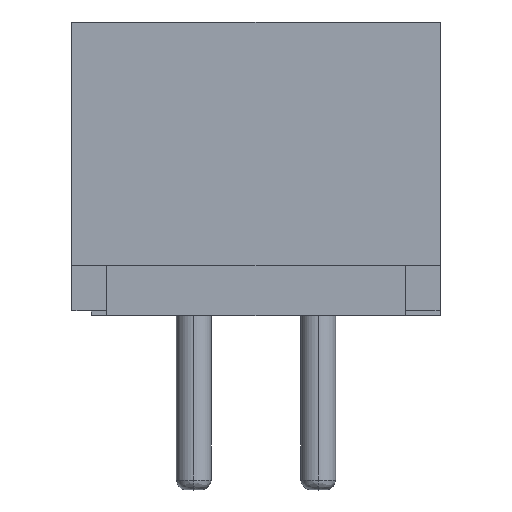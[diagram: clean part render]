
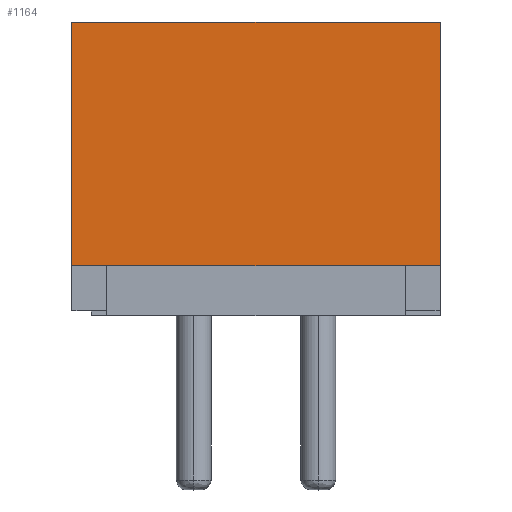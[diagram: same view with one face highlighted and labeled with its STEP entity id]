
A CAD part, top view. The second image highlights one B-rep face of the part: STEP entity #1164.
In plain terms, the highlighted planar face has unit normal (0, 0, 1).
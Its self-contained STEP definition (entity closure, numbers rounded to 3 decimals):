
#61=DIRECTION('',(0.,1.,0.));
#62=VECTOR('',#61,4.9);
#63=CARTESIAN_POINT('',(3.7,-1.95,2.47));
#64=LINE('',#63,#62);
#109=DIRECTION('',(1.,0.,0.));
#110=VECTOR('',#109,7.4);
#111=CARTESIAN_POINT('',(-3.7,2.95,2.47));
#112=LINE('',#111,#110);
#205=DIRECTION('',(0.,1.,0.));
#206=VECTOR('',#205,4.9);
#207=CARTESIAN_POINT('',(-3.7,-1.95,2.47));
#208=LINE('',#207,#206);
#213=DIRECTION('',(1.,0.,0.));
#214=VECTOR('',#213,7.4);
#215=CARTESIAN_POINT('',(-3.7,-1.95,2.47));
#216=LINE('',#215,#214);
#705=CARTESIAN_POINT('',(-3.7,2.95,2.47));
#706=CARTESIAN_POINT('',(3.7,2.95,2.47));
#707=VERTEX_POINT('',#705);
#708=VERTEX_POINT('',#706);
#743=CARTESIAN_POINT('',(3.7,-1.95,2.47));
#744=VERTEX_POINT('',#743);
#777=CARTESIAN_POINT('',(-3.7,-1.95,2.47));
#778=VERTEX_POINT('',#777);
#1152=CARTESIAN_POINT('',(-3.7,-2.95,2.47));
#1153=DIRECTION('',(0.,0.,1.));
#1154=DIRECTION('',(1.,0.,0.));
#1155=AXIS2_PLACEMENT_3D('',#1152,#1153,#1154);
#1156=PLANE('',#1155);
#1158=ORIENTED_EDGE('',*,*,#1157,.F.);
#1159=ORIENTED_EDGE('',*,*,#1123,.T.);
#1160=ORIENTED_EDGE('',*,*,#1063,.T.);
#1161=ORIENTED_EDGE('',*,*,#1003,.F.);
#1162=EDGE_LOOP('',(#1158,#1159,#1160,#1161));
#1163=FACE_OUTER_BOUND('',#1162,.F.);
#1164=ADVANCED_FACE('',(#1163),#1156,.T.);
#1003=EDGE_CURVE('',#744,#708,#64,.T.);
#1063=EDGE_CURVE('',#707,#708,#112,.T.);
#1123=EDGE_CURVE('',#778,#707,#208,.T.);
#1157=EDGE_CURVE('',#778,#744,#216,.T.);
